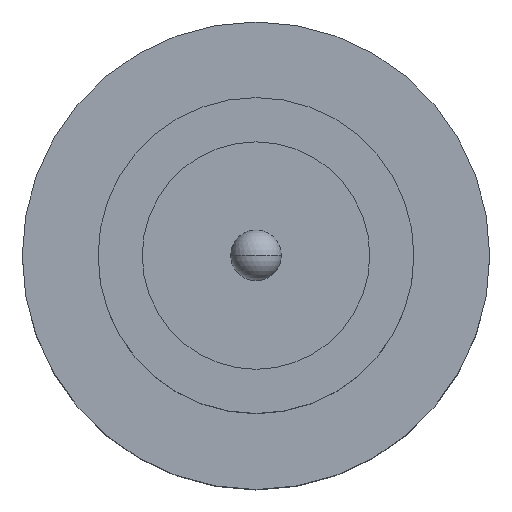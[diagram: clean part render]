
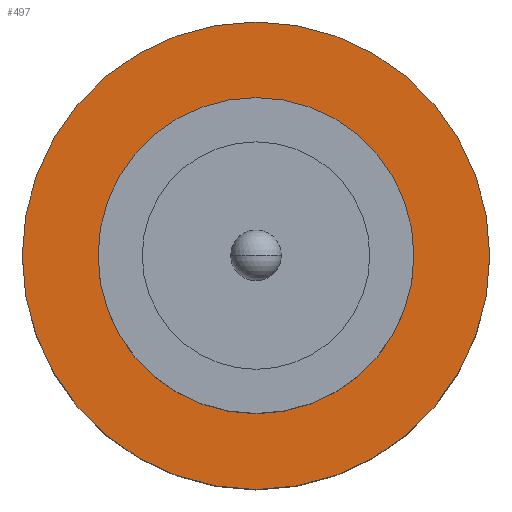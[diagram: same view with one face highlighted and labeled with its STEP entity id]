
A CAD part, top view. The second image highlights one B-rep face of the part: STEP entity #497.
In plain terms, the highlighted planar face has unit normal (0, 0, 1).
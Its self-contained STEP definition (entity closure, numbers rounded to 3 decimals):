
#22 = DIRECTION ( 'NONE',  ( 0., 0., 1. ) ) ;
#28 = ORIENTED_EDGE ( 'NONE', *, *, #141, .F. ) ;
#75 = ORIENTED_EDGE ( 'NONE', *, *, #324, .F. ) ;
#78 = CARTESIAN_POINT ( 'NONE',  ( 1.85, 0., 2.05 ) ) ;
#84 = DIRECTION ( 'NONE',  ( 1., 0., 0. ) ) ;
#93 = CARTESIAN_POINT ( 'NONE',  ( -1.25, 0., 2.05 ) ) ;
#100 = VERTEX_POINT ( 'NONE', #78 ) ;
#111 = FACE_BOUND ( 'NONE', #666, .T. ) ;
#141 = EDGE_CURVE ( 'NONE', #539, #192, #450, .T. ) ;
#175 = CARTESIAN_POINT ( 'NONE',  ( -1.85, 0., 2.05 ) ) ;
#192 = VERTEX_POINT ( 'NONE', #93 ) ;
#193 = EDGE_CURVE ( 'NONE', #482, #100, #339, .T. ) ;
#221 = DIRECTION ( 'NONE',  ( 0., 0., 1. ) ) ;
#240 = CIRCLE ( 'NONE', #268, 1.25 ) ;
#244 = EDGE_CURVE ( 'NONE', #100, #482, #801, .T. ) ;
#268 = AXIS2_PLACEMENT_3D ( 'NONE', #371, #693, #303 ) ;
#291 = CARTESIAN_POINT ( 'NONE',  ( 0., 0., 2.05 ) ) ;
#303 = DIRECTION ( 'NONE',  ( 1., 0., 0. ) ) ;
#324 = EDGE_CURVE ( 'NONE', #192, #539, #240, .T. ) ;
#339 = CIRCLE ( 'NONE', #540, 1.85 ) ;
#353 = CARTESIAN_POINT ( 'NONE',  ( 0., 0., 2.05 ) ) ;
#371 = CARTESIAN_POINT ( 'NONE',  ( 0., 0., 2.05 ) ) ;
#375 = FACE_OUTER_BOUND ( 'NONE', #471, .T. ) ;
#412 = DIRECTION ( 'NONE',  ( 1., 0., 0. ) ) ;
#450 = CIRCLE ( 'NONE', #649, 1.25 ) ;
#452 = ORIENTED_EDGE ( 'NONE', *, *, #244, .T. ) ;
#471 = EDGE_LOOP ( 'NONE', ( #832, #452 ) ) ;
#473 = DIRECTION ( 'NONE',  ( 1., 0., 0. ) ) ;
#477 = CARTESIAN_POINT ( 'NONE',  ( 0., 0., 2.05 ) ) ;
#482 = VERTEX_POINT ( 'NONE', #175 ) ;
#484 = CARTESIAN_POINT ( 'NONE',  ( 0., 0., 2.05 ) ) ;
#497 = ADVANCED_FACE ( 'NONE', ( #111, #375 ), #773, .T. ) ;
#539 = VERTEX_POINT ( 'NONE', #605 ) ;
#540 = AXIS2_PLACEMENT_3D ( 'NONE', #484, #22, #412 ) ;
#605 = CARTESIAN_POINT ( 'NONE',  ( 1.25, 0., 2.05 ) ) ;
#649 = AXIS2_PLACEMENT_3D ( 'NONE', #353, #221, #84 ) ;
#662 = AXIS2_PLACEMENT_3D ( 'NONE', #477, #728, #473 ) ;
#666 = EDGE_LOOP ( 'NONE', ( #28, #75 ) ) ;
#672 = DIRECTION ( 'NONE',  ( 0., 0., 1. ) ) ;
#693 = DIRECTION ( 'NONE',  ( 0., 0., 1. ) ) ;
#719 = AXIS2_PLACEMENT_3D ( 'NONE', #291, #672, #743 ) ;
#728 = DIRECTION ( 'NONE',  ( 0., 0., 1. ) ) ;
#743 = DIRECTION ( 'NONE',  ( 1., 0., 0. ) ) ;
#773 = PLANE ( 'NONE',  #662 ) ;
#801 = CIRCLE ( 'NONE', #719, 1.85 ) ;
#832 = ORIENTED_EDGE ( 'NONE', *, *, #193, .T. ) ;
